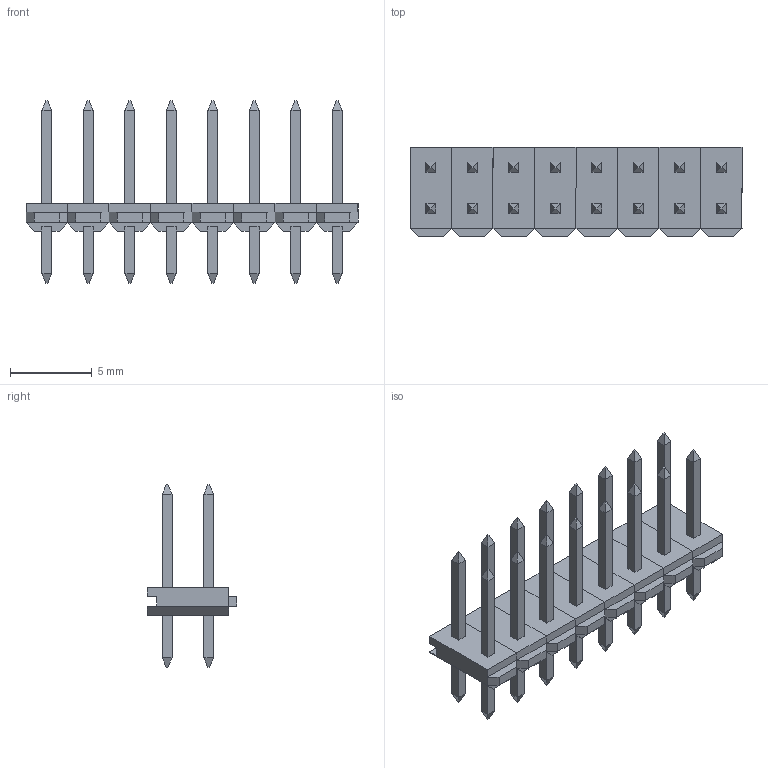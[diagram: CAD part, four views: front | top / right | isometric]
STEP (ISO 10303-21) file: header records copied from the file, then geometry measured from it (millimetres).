
FILE_DESCRIPTION((''),'2;1');
FILE_NAME('COMATEL_389.0358.1.16.400.stp','2010-01-06T10:34:45',(''),(''),'Mechanical Desktop 2006','Mechanical Desktop 2006',', , ');
FILE_SCHEMA(('AUTOMOTIVE_DESIGN { 1 2 10303 214 0 1 1 1 }'));
Length unit declared in the file: millimetre
Products named in the file (1): Product
Bounding box: 20.32 x 5.5 x 11.2 mm (x, y, z)
Volume: 205 mm3; surface area: 834.3 mm2
Topology: 48 solids, 48 shells, 496 faces, 1072 edges, 672 vertices
Faces by surface type: plane 496
Entity records: 13017 total; most frequent: CARTESIAN_POINT 2241, ORIENTED_EDGE 2144, DIRECTION 2066, VECTOR 1072, LINE 1072, EDGE_CURVE 1072, VERTEX_POINT 672, AXIS2_PLACEMENT_3D 497
